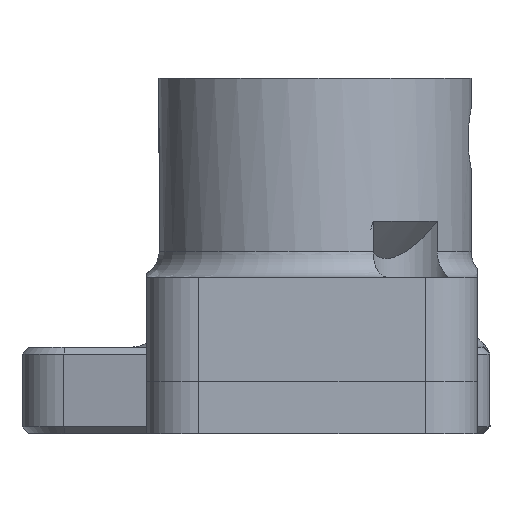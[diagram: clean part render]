
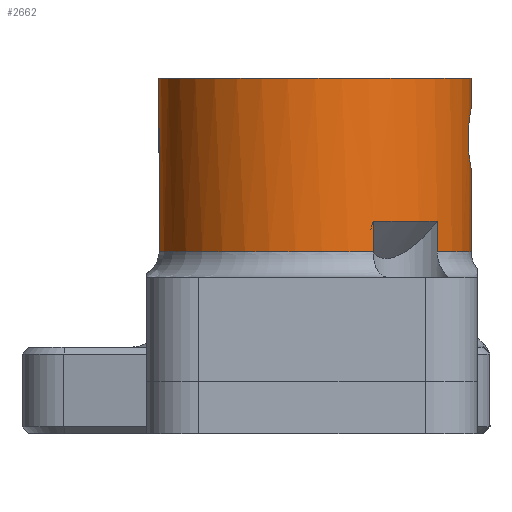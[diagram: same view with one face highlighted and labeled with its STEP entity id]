
A CAD part, front view. The second image highlights one B-rep face of the part: STEP entity #2662.
In plain terms, the highlighted cylindrical face has radius 9 mm (diameter 18 mm), a full revolution.
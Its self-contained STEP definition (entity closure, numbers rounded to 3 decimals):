
#80=B_SPLINE_CURVE_WITH_KNOTS('',3,(#4489,#4490,#4491,#4492,#4493,#4494,
#4495,#4496,#4497,#4498,#4499,#4500),.UNSPECIFIED.,.F.,.F.,(4,2,2,2,2,4),
(0.329,0.332,0.351,0.38,
0.431,0.492),.UNSPECIFIED.);
#81=B_SPLINE_CURVE_WITH_KNOTS('',3,(#4502,#4503,#4504,#4505,#4506,#4507,
#4508,#4509,#4510,#4511,#4512,#4513,#4514,#4515,#4516,#4517,#4518,#4519,
#4520,#4521,#4522,#4523,#4524,#4525,#4526,#4527,#4528),.UNSPECIFIED.,.F.,
 .F.,(4,2,2,2,2,3,2,2,2,2,2,2,4),(0.492,0.494,0.529,
0.609,0.666,0.715,0.77,
0.818,0.846,0.89,0.91,
0.941,0.947),.UNSPECIFIED.);
#82=B_SPLINE_CURVE_WITH_KNOTS('',3,(#4529,#4530,#4531,#4532,#4533,#4534,
#4535,#4536,#4537,#4538,#4539,#4540),.UNSPECIFIED.,.F.,.F.,(4,2,2,2,2,4),
(0.947,0.966,0.981,1.005,
1.026,1.044),.UNSPECIFIED.);
#117=CYLINDRICAL_SURFACE('',#2885,9.);
#227=FACE_OUTER_BOUND('',#381,.T.);
#381=EDGE_LOOP('',(#1898,#1899,#1900,#1901,#1902,#1903,#1904,#1905,#1906,
#1907,#1908,#1909,#1910,#1911,#1912,#1913,#1914));
#557=LINE('',#4093,#775);
#558=LINE('',#4119,#776);
#561=LINE('',#4179,#779);
#562=LINE('',#4207,#780);
#564=LINE('',#4544,#782);
#565=LINE('',#4546,#783);
#775=VECTOR('',#3258,1000.);
#776=VECTOR('',#3259,1000.);
#779=VECTOR('',#3266,1000.);
#780=VECTOR('',#3267,1000.);
#782=VECTOR('',#3275,9.);
#783=VECTOR('',#3276,9.);
#982=CIRCLE('',#2886,9.);
#983=CIRCLE('',#2887,9.);
#984=CIRCLE('',#2888,9.);
#985=CIRCLE('',#2889,9.);
#986=CIRCLE('',#2890,9.);
#987=CIRCLE('',#2891,9.);
#1140=VERTEX_POINT('',#4079);
#1141=VERTEX_POINT('',#4092);
#1142=VERTEX_POINT('',#4094);
#1143=VERTEX_POINT('',#4118);
#1144=VERTEX_POINT('',#4147);
#1146=VERTEX_POINT('',#4169);
#1147=VERTEX_POINT('',#4178);
#1148=VERTEX_POINT('',#4194);
#1153=VERTEX_POINT('',#4483);
#1154=VERTEX_POINT('',#4488);
#1155=VERTEX_POINT('',#4501);
#1156=VERTEX_POINT('',#4542);
#1157=VERTEX_POINT('',#4545);
#1414=EDGE_CURVE('',#1140,#1141,#557,.F.);
#1416=EDGE_CURVE('',#1142,#1143,#558,.T.);
#1423=EDGE_CURVE('',#1146,#1147,#561,.T.);
#1426=EDGE_CURVE('',#1148,#1144,#562,.F.);
#1433=EDGE_CURVE('',#1153,#1154,#80,.T.);
#1434=EDGE_CURVE('',#1154,#1155,#81,.T.);
#1435=EDGE_CURVE('',#1155,#1153,#82,.T.);
#1436=EDGE_CURVE('',#1156,#1156,#982,.T.);
#1437=EDGE_CURVE('',#1156,#1154,#564,.T.);
#1438=EDGE_CURVE('',#1155,#1157,#565,.T.);
#1439=EDGE_CURVE('',#1157,#1147,#983,.F.);
#1440=EDGE_CURVE('',#1146,#1144,#984,.T.);
#1441=EDGE_CURVE('',#1148,#1143,#985,.F.);
#1442=EDGE_CURVE('',#1142,#1141,#986,.T.);
#1443=EDGE_CURVE('',#1140,#1157,#987,.F.);
#1898=ORIENTED_EDGE('',*,*,#1436,.T.);
#1899=ORIENTED_EDGE('',*,*,#1437,.T.);
#1900=ORIENTED_EDGE('',*,*,#1433,.F.);
#1901=ORIENTED_EDGE('',*,*,#1435,.F.);
#1902=ORIENTED_EDGE('',*,*,#1438,.T.);
#1903=ORIENTED_EDGE('',*,*,#1439,.T.);
#1904=ORIENTED_EDGE('',*,*,#1423,.F.);
#1905=ORIENTED_EDGE('',*,*,#1440,.T.);
#1906=ORIENTED_EDGE('',*,*,#1426,.F.);
#1907=ORIENTED_EDGE('',*,*,#1441,.T.);
#1908=ORIENTED_EDGE('',*,*,#1416,.F.);
#1909=ORIENTED_EDGE('',*,*,#1442,.T.);
#1910=ORIENTED_EDGE('',*,*,#1414,.F.);
#1911=ORIENTED_EDGE('',*,*,#1443,.T.);
#1912=ORIENTED_EDGE('',*,*,#1438,.F.);
#1913=ORIENTED_EDGE('',*,*,#1434,.F.);
#1914=ORIENTED_EDGE('',*,*,#1437,.F.);
#2662=ADVANCED_FACE('',(#227),#117,.T.);
#2885=AXIS2_PLACEMENT_3D('',#4541,#3271,#3272);
#2886=AXIS2_PLACEMENT_3D('',#4543,#3273,#3274);
#2887=AXIS2_PLACEMENT_3D('',#4547,#3277,#3278);
#2888=AXIS2_PLACEMENT_3D('',#4548,#3279,#3280);
#2889=AXIS2_PLACEMENT_3D('',#4549,#3281,#3282);
#2890=AXIS2_PLACEMENT_3D('',#4550,#3283,#3284);
#2891=AXIS2_PLACEMENT_3D('',#4551,#3285,#3286);
#3258=DIRECTION('',(0.,0.,-1.));
#3259=DIRECTION('',(0.,0.,-1.));
#3266=DIRECTION('',(0.,0.,-1.));
#3267=DIRECTION('',(0.,0.,-1.));
#3271=DIRECTION('center_axis',(0.,0.,1.));
#3272=DIRECTION('ref_axis',(-1.,0.,0.));
#3273=DIRECTION('center_axis',(0.,0.,-1.));
#3274=DIRECTION('ref_axis',(-1.,0.,0.));
#3275=DIRECTION('',(0.,0.,-1.));
#3276=DIRECTION('',(0.,0.,-1.));
#3277=DIRECTION('center_axis',(0.,0.,-1.));
#3278=DIRECTION('ref_axis',(-1.,0.,0.));
#3279=DIRECTION('center_axis',(0.,0.,1.));
#3280=DIRECTION('ref_axis',(1.,0.,0.));
#3281=DIRECTION('center_axis',(0.,0.,-1.));
#3282=DIRECTION('ref_axis',(-1.,0.,0.));
#3283=DIRECTION('center_axis',(0.,0.,1.));
#3284=DIRECTION('ref_axis',(1.,0.,0.));
#3285=DIRECTION('center_axis',(0.,0.,-1.));
#3286=DIRECTION('ref_axis',(-1.,0.,0.));
#4079=CARTESIAN_POINT('',(7.043,-37.303,-11.5));
#4092=CARTESIAN_POINT('',(7.043,-37.303,-9.75));
#4093=CARTESIAN_POINT('',(7.043,-37.303,-5.813));
#4094=CARTESIAN_POINT('',(3.361,-40.049,-9.75));
#4118=CARTESIAN_POINT('',(3.361,-40.049,-11.5));
#4119=CARTESIAN_POINT('',(3.361,-40.049,-5.813));
#4147=CARTESIAN_POINT('',(3.361,-23.351,-9.75));
#4169=CARTESIAN_POINT('',(7.043,-26.097,-9.75));
#4178=CARTESIAN_POINT('',(7.043,-26.097,-11.5));
#4179=CARTESIAN_POINT('',(7.043,-26.097,-5.813));
#4194=CARTESIAN_POINT('',(3.361,-23.351,-11.5));
#4207=CARTESIAN_POINT('',(3.361,-23.351,-5.813));
#4483=CARTESIAN_POINT('',(8.829,-29.956,-5.));
#4488=CARTESIAN_POINT('',(9.,-31.7,-3.25));
#4489=CARTESIAN_POINT('Ctrl Pts',(8.829,-29.956,-5.));
#4490=CARTESIAN_POINT('Ctrl Pts',(8.829,-29.956,-4.968));
#4491=CARTESIAN_POINT('Ctrl Pts',(8.83,-29.957,-4.936));
#4492=CARTESIAN_POINT('Ctrl Pts',(8.833,-29.972,-4.676));
#4493=CARTESIAN_POINT('Ctrl Pts',(8.844,-30.032,-4.456));
#4494=CARTESIAN_POINT('Ctrl Pts',(8.881,-30.238,-3.993));
#4495=CARTESIAN_POINT('Ctrl Pts',(8.905,-30.391,-3.831));
#4496=CARTESIAN_POINT('Ctrl Pts',(8.943,-30.674,-3.56));
#4497=CARTESIAN_POINT('Ctrl Pts',(8.963,-30.867,-3.45));
#4498=CARTESIAN_POINT('Ctrl Pts',(8.992,-31.268,-3.29));
#4499=CARTESIAN_POINT('Ctrl Pts',(9.,-31.49,-3.251));
#4500=CARTESIAN_POINT('Ctrl Pts',(9.,-31.7,-3.25));
#4501=CARTESIAN_POINT('',(9.,-31.7,-6.751));
#4502=CARTESIAN_POINT('Ctrl Pts',(9.,-31.7,-3.25));
#4503=CARTESIAN_POINT('Ctrl Pts',(9.,-31.709,-3.249));
#4504=CARTESIAN_POINT('Ctrl Pts',(9.,-31.718,-3.25));
#4505=CARTESIAN_POINT('Ctrl Pts',(9.,-31.844,-3.251));
#4506=CARTESIAN_POINT('Ctrl Pts',(8.997,-31.953,-3.264));
#4507=CARTESIAN_POINT('Ctrl Pts',(8.984,-32.295,-3.334));
#4508=CARTESIAN_POINT('Ctrl Pts',(8.967,-32.484,-3.426));
#4509=CARTESIAN_POINT('Ctrl Pts',(8.941,-32.734,-3.583));
#4510=CARTESIAN_POINT('Ctrl Pts',(8.924,-32.873,-3.685));
#4511=CARTESIAN_POINT('Ctrl Pts',(8.89,-33.107,-3.946));
#4512=CARTESIAN_POINT('Ctrl Pts',(8.875,-33.195,-4.081));
#4513=CARTESIAN_POINT('Ctrl Pts',(8.863,-33.265,-4.227));
#4514=CARTESIAN_POINT('Ctrl Pts',(8.849,-33.345,-4.394));
#4515=CARTESIAN_POINT('Ctrl Pts',(8.833,-33.427,-4.63));
#4516=CARTESIAN_POINT('Ctrl Pts',(8.827,-33.454,-5.128));
#4517=CARTESIAN_POINT('Ctrl Pts',(8.834,-33.42,-5.35));
#4518=CARTESIAN_POINT('Ctrl Pts',(8.853,-33.319,-5.661));
#4519=CARTESIAN_POINT('Ctrl Pts',(8.861,-33.274,-5.762));
#4520=CARTESIAN_POINT('Ctrl Pts',(8.885,-33.137,-6.005));
#4521=CARTESIAN_POINT('Ctrl Pts',(8.908,-32.998,-6.2));
#4522=CARTESIAN_POINT('Ctrl Pts',(8.944,-32.71,-6.431));
#4523=CARTESIAN_POINT('Ctrl Pts',(8.953,-32.619,-6.489));
#4524=CARTESIAN_POINT('Ctrl Pts',(8.975,-32.389,-6.613));
#4525=CARTESIAN_POINT('Ctrl Pts',(8.993,-32.149,-6.714));
#4526=CARTESIAN_POINT('Ctrl Pts',(8.999,-31.811,-6.749));
#4527=CARTESIAN_POINT('Ctrl Pts',(9.,-31.755,-6.751));
#4528=CARTESIAN_POINT('Ctrl Pts',(9.,-31.7,-6.751));
#4529=CARTESIAN_POINT('Ctrl Pts',(9.,-31.7,-6.751));
#4530=CARTESIAN_POINT('Ctrl Pts',(9.,-31.536,-6.751));
#4531=CARTESIAN_POINT('Ctrl Pts',(8.996,-31.381,-6.727));
#4532=CARTESIAN_POINT('Ctrl Pts',(8.982,-31.117,-6.653));
#4533=CARTESIAN_POINT('Ctrl Pts',(8.974,-31.01,-6.609));
#4534=CARTESIAN_POINT('Ctrl Pts',(8.952,-30.76,-6.484));
#4535=CARTESIAN_POINT('Ctrl Pts',(8.928,-30.553,-6.35));
#4536=CARTESIAN_POINT('Ctrl Pts',(8.88,-30.225,-5.966));
#4537=CARTESIAN_POINT('Ctrl Pts',(8.861,-30.123,-5.772));
#4538=CARTESIAN_POINT('Ctrl Pts',(8.838,-29.997,-5.405));
#4539=CARTESIAN_POINT('Ctrl Pts',(8.829,-29.956,-5.209));
#4540=CARTESIAN_POINT('Ctrl Pts',(8.829,-29.956,-5.));
#4541=CARTESIAN_POINT('Origin',(0.,-31.7,-7.));
#4542=CARTESIAN_POINT('',(9.,-31.7,-1.5));
#4543=CARTESIAN_POINT('Origin',(0.,-31.7,-1.5));
#4544=CARTESIAN_POINT('',(9.,-31.7,-7.));
#4545=CARTESIAN_POINT('',(9.,-31.7,-11.5));
#4546=CARTESIAN_POINT('',(9.,-31.7,-7.));
#4547=CARTESIAN_POINT('Origin',(0.,-31.7,-11.5));
#4548=CARTESIAN_POINT('Origin',(0.,-31.7,-9.75));
#4549=CARTESIAN_POINT('Origin',(0.,-31.7,-11.5));
#4550=CARTESIAN_POINT('Origin',(0.,-31.7,-9.75));
#4551=CARTESIAN_POINT('Origin',(0.,-31.7,-11.5));
